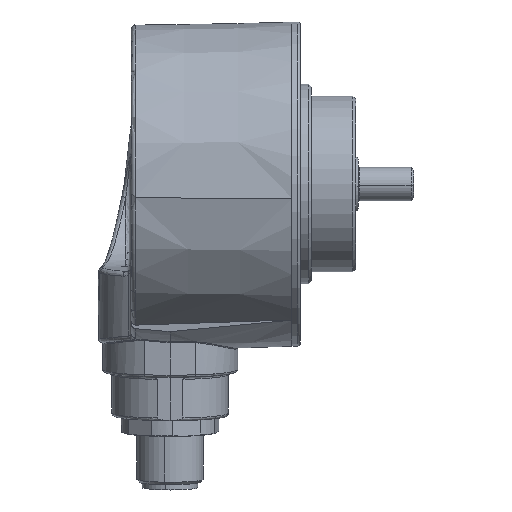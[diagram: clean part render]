
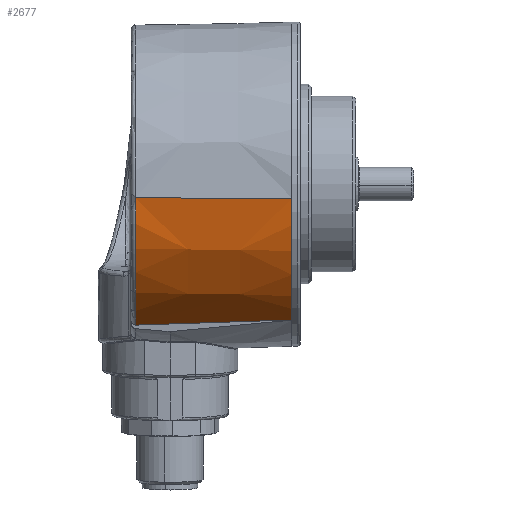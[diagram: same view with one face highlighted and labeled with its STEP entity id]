
A CAD part, left-side view. The second image highlights one B-rep face of the part: STEP entity #2677.
In plain terms, the highlighted conical face has half-angle 1 degrees and reference radius 28.672 mm.
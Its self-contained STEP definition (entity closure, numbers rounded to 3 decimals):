
#99 = CARTESIAN_POINT ( 'NONE',  ( -27.476, 3.5, -10.092 ) ) ;
#275 = CARTESIAN_POINT ( 'NONE',  ( -15.922, 3.5, -24.537 ) ) ;
#364 = CARTESIAN_POINT ( 'NONE',  ( -25.64, 3.5, -14.12 ) ) ;
#483 = CARTESIAN_POINT ( 'NONE',  ( 0., 31.714, 0. ) ) ;
#736 = EDGE_LOOP ( 'NONE', ( #8466, #4026, #4927, #5151 ) ) ;
#753 = CARTESIAN_POINT ( 'NONE',  ( -29.139, 3.5, -2.549 ) ) ;
#868 = CARTESIAN_POINT ( 'NONE',  ( -29.139, 3.5, -2.549 ) ) ;
#972 = VECTOR ( 'NONE', #6303, 1000. ) ;
#1277 = FACE_OUTER_BOUND ( 'NONE', #736, .T. ) ;
#1479 = LINE ( 'NONE', #3553, #972 ) ;
#1675 = CARTESIAN_POINT ( 'NONE',  ( -17.744, 3.5, -23.279 ) ) ;
#1760 = CARTESIAN_POINT ( 'NONE',  ( -24.499, 3.5, -16.019 ) ) ;
#2079 = VERTEX_POINT ( 'NONE', #753 ) ;
#2204 = CIRCLE ( 'NONE', #3344, 28.758 ) ;
#2677 = ADVANCED_FACE ( 'NONE', ( #1277 ), #7960, .T. ) ;
#2804 = CARTESIAN_POINT ( 'NONE',  ( -29.042, 3.5, -3.652 ) ) ;
#2947 = B_SPLINE_CURVE_WITH_KNOTS ( 'NONE', 3,
 ( #868, #2804, #4208, #6959, #3616, #99, #4929, #3071, #364, #1760, #7855, #5154, #4473, #7942, #6540, #1675, #6363, #275 ),
 .UNSPECIFIED., .F., .F.,
 ( 4, 2, 2, 2, 2, 2, 2, 2, 4 ),
 ( 0.817, 0.84, 0.863, 0.886, 0.908, 0.931, 0.954, 0.977, 1. ),
 .UNSPECIFIED. ) ;
#3071 = CARTESIAN_POINT ( 'NONE',  ( -26.156, 3.5, -13.139 ) ) ;
#3132 = EDGE_CURVE ( 'NONE', #2079, #6075, #2947, .T. ) ;
#3189 = CARTESIAN_POINT ( 'NONE',  ( -15.922, 3.5, -24.537 ) ) ;
#3344 = AXIS2_PLACEMENT_3D ( 'NONE', #483, #5446, #8793 ) ;
#3553 = CARTESIAN_POINT ( 'NONE',  ( -28.563, 36.585, -2.499 ) ) ;
#3616 = CARTESIAN_POINT ( 'NONE',  ( -28.16, 3.5, -7.989 ) ) ;
#3630 = EDGE_CURVE ( 'NONE', #5752, #2079, #1479, .T. ) ;
#3933 = CARTESIAN_POINT ( 'NONE',  ( 0., 36.585, 0. ) ) ;
#4026 = ORIENTED_EDGE ( 'NONE', *, *, #7869, .T. ) ;
#4059 = DIRECTION ( 'NONE',  ( 0., -1., 0. ) ) ;
#4208 = CARTESIAN_POINT ( 'NONE',  ( -28.884, 3.5, -4.746 ) ) ;
#4473 = CARTESIAN_POINT ( 'NONE',  ( -21.804, 3.5, -19.529 ) ) ;
#4927 = ORIENTED_EDGE ( 'NONE', *, *, #6147, .T. ) ;
#4929 = CARTESIAN_POINT ( 'NONE',  ( -27.073, 3.5, -11.127 ) ) ;
#5151 = ORIENTED_EDGE ( 'NONE', *, *, #3132, .F. ) ;
#5154 = CARTESIAN_POINT ( 'NONE',  ( -22.528, 3.5, -18.688 ) ) ;
#5446 = DIRECTION ( 'NONE',  ( 0., -1., 0. ) ) ;
#5752 = VERTEX_POINT ( 'NONE', #6062 ) ;
#5840 = CARTESIAN_POINT ( 'NONE',  ( -15.922, 3.5, -24.537 ) ) ;
#6062 = CARTESIAN_POINT ( 'NONE',  ( -28.648, 31.714, -2.506 ) ) ;
#6075 = VERTEX_POINT ( 'NONE', #3189 ) ;
#6147 = EDGE_CURVE ( 'NONE', #8500, #6075, #6946, .T. ) ;
#6303 = DIRECTION ( 'NONE',  ( -0.017, -1., -0.002 ) ) ;
#6363 = CARTESIAN_POINT ( 'NONE',  ( -16.852, 3.5, -23.933 ) ) ;
#6540 = CARTESIAN_POINT ( 'NONE',  ( -19.452, 3.5, -21.873 ) ) ;
#6946 = B_SPLINE_CURVE_WITH_KNOTS ( 'NONE', 3,
 ( #7114, #7070, #7915, #5840 ),
 .UNSPECIFIED., .F., .F.,
 ( 4, 4 ),
 ( 0., 1. ),
 .UNSPECIFIED. ) ;
#6959 = CARTESIAN_POINT ( 'NONE',  ( -28.442, 3.5, -6.917 ) ) ;
#7070 = CARTESIAN_POINT ( 'NONE',  ( -14.286, 21.492, -25.182 ) ) ;
#7114 = CARTESIAN_POINT ( 'NONE',  ( -13.363, 31.714, -25.464 ) ) ;
#7238 = CARTESIAN_POINT ( 'NONE',  ( -13.363, 31.714, -25.464 ) ) ;
#7240 = AXIS2_PLACEMENT_3D ( 'NONE', #3933, #4059, #7408 ) ;
#7408 = DIRECTION ( 'NONE',  ( 0.996, 0., 0.087 ) ) ;
#7855 = CARTESIAN_POINT ( 'NONE',  ( -23.877, 3.5, -16.932 ) ) ;
#7869 = EDGE_CURVE ( 'NONE', #5752, #8500, #2204, .T. ) ;
#7915 = CARTESIAN_POINT ( 'NONE',  ( -15.139, 12.088, -24.866 ) ) ;
#7942 = CARTESIAN_POINT ( 'NONE',  ( -20.268, 3.5, -21.119 ) ) ;
#7960 = CONICAL_SURFACE ( 'NONE', #7240, 28.673, 0.017 ) ;
#8466 = ORIENTED_EDGE ( 'NONE', *, *, #3630, .F. ) ;
#8500 = VERTEX_POINT ( 'NONE', #7238 ) ;
#8793 = DIRECTION ( 'NONE',  ( -0.087, 0., 0.996 ) ) ;
